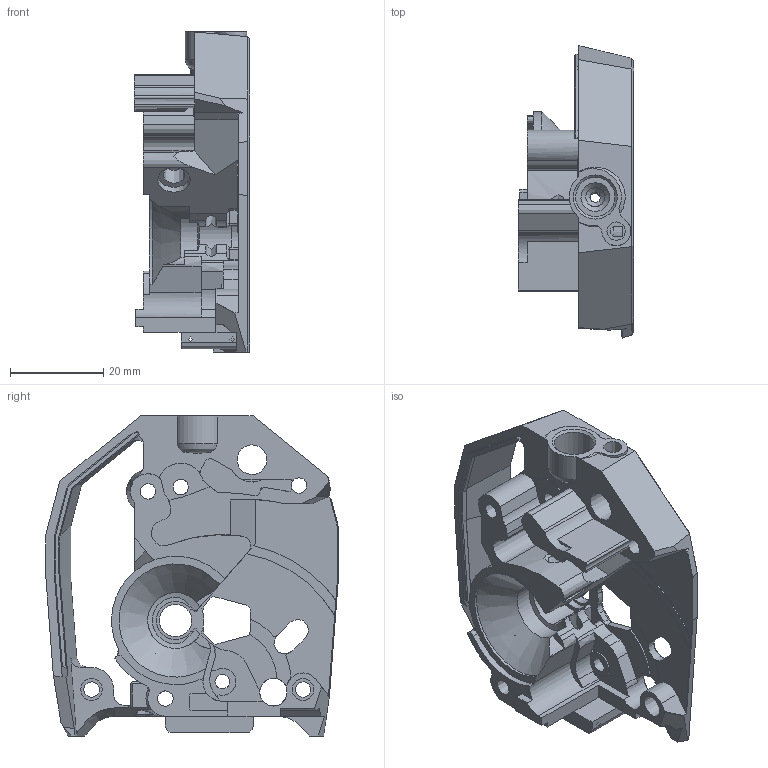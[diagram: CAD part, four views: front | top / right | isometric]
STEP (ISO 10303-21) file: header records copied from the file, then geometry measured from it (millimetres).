
FILE_DESCRIPTION(/* description */ ('','CAx-IF Rec.Pracs.---Representation and Presentation of Product Manufacturing Information (PMI)---4.0---2014-10-13'),/* implementation_level */ '2;1');
FILE_NAME(/* name */ 'Clockwork 2 Front Body with bowden cutter and sensors (old).step',/* time_stamp */ '2025-01-24T18:28:05+01:00',/* author */ (''),/* organization */ (''),/* preprocessor_version */ 'ST-DEVELOPER v20',/* originating_system */ 'Autodesk Translation Framework v13.20.0.188',/* authorisation */ '');
FILE_SCHEMA (('AP242_MANAGED_MODEL_BASED_3D_ENGINEERING_MIM_LF { 1 0 10303 442 1 1 4 }'));
Length unit declared in the file: millimetre
Products named in the file (1): Fusion-Komponente
Bounding box: 24.7 x 62.85 x 68.69 mm (x, y, z)
Volume: 24787.2 mm3; surface area: 16794.7 mm2
Topology: 1 solids, 2 shells, 599 faces, 1654 edges, 1053 vertices
Faces by surface type: plane 337, cylinder 167, cone 50, bspline 40, torus 3, sphere 2
Full cylindrical faces by diameter (mm): 1 x2, 2.2 x4, 2.4 x3, 2.8 x1, 3.2 x1, 3.4 x6, 3.6 x4, 4 x1, 4.2 x1, 4.7 x5, 6 x7, 6.248 x1, 6.4 x1, 7 x2, 8.45 x1
Entity records: 21496 total; most frequent: CARTESIAN_POINT 6131, ORIENTED_EDGE 3308, DIRECTION 3114, EDGE_CURVE 1654, VERTEX_POINT 1053, AXIS2_PLACEMENT_3D 1039, LINE 1036, VECTOR 1036
